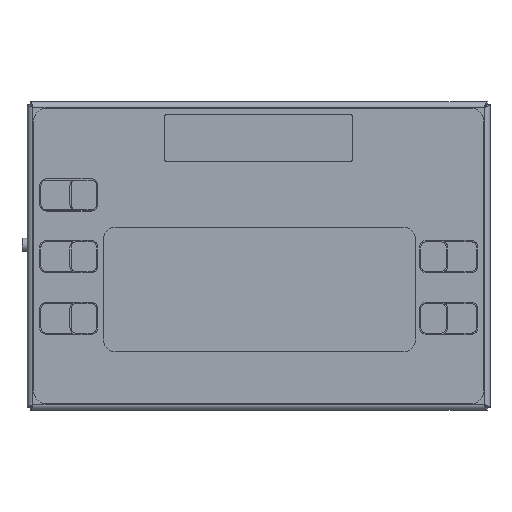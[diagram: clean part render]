
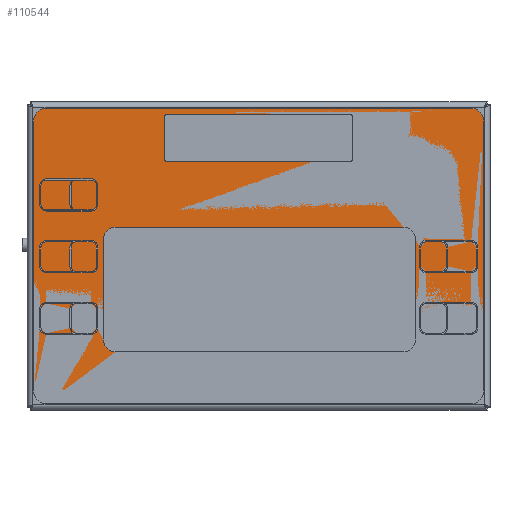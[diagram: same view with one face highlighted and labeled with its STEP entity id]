
A CAD part, top view. The second image highlights one B-rep face of the part: STEP entity #110544.
In plain terms, the highlighted planar face has unit normal (0, 0, 1).
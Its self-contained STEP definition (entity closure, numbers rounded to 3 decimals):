
#9763=FACE_OUTER_BOUND('',#15725,.T.);
#15725=EDGE_LOOP('',(#96288,#96289,#96290,#96291,#96292,#96293,#96294,#96295));
#18158=CIRCLE('',#119284,5.);
#18163=CIRCLE('',#119292,5.);
#18164=CIRCLE('',#119295,5.);
#18165=CIRCLE('',#119298,5.);
#29164=LINE('',#215293,#40238);
#29170=LINE('',#215313,#40244);
#29173=LINE('',#215321,#40247);
#29175=LINE('',#215327,#40249);
#40238=VECTOR('',#146980,10.);
#40244=VECTOR('',#147000,10.);
#40247=VECTOR('',#147009,10.);
#40249=VECTOR('',#147017,10.);
#50247=VERTEX_POINT('',#215280);
#50248=VERTEX_POINT('',#215281);
#50252=VERTEX_POINT('',#215291);
#50258=VERTEX_POINT('',#215307);
#50259=VERTEX_POINT('',#215311);
#50260=VERTEX_POINT('',#215315);
#50261=VERTEX_POINT('',#215319);
#50262=VERTEX_POINT('',#215323);
#65612=EDGE_CURVE('',#50247,#50248,#18158,.T.);
#65618=EDGE_CURVE('',#50247,#50252,#29164,.T.);
#65625=EDGE_CURVE('',#50258,#50252,#18163,.T.);
#65628=EDGE_CURVE('',#50258,#50259,#29170,.T.);
#65629=EDGE_CURVE('',#50260,#50259,#18164,.T.);
#65632=EDGE_CURVE('',#50260,#50261,#29173,.T.);
#65633=EDGE_CURVE('',#50262,#50261,#18165,.T.);
#65635=EDGE_CURVE('',#50262,#50248,#29175,.T.);
#96288=ORIENTED_EDGE('',*,*,#65612,.F.);
#96289=ORIENTED_EDGE('',*,*,#65618,.T.);
#96290=ORIENTED_EDGE('',*,*,#65625,.F.);
#96291=ORIENTED_EDGE('',*,*,#65628,.T.);
#96292=ORIENTED_EDGE('',*,*,#65629,.F.);
#96293=ORIENTED_EDGE('',*,*,#65632,.T.);
#96294=ORIENTED_EDGE('',*,*,#65633,.F.);
#96295=ORIENTED_EDGE('',*,*,#65635,.T.);
#100534=PLANE('',#119300);
#110544=ADVANCED_FACE('',(#9763),#100534,.T.);
#119284=AXIS2_PLACEMENT_3D('',#215282,#146970,#146971);
#119292=AXIS2_PLACEMENT_3D('',#215308,#146994,#146995);
#119295=AXIS2_PLACEMENT_3D('',#215316,#147003,#147004);
#119298=AXIS2_PLACEMENT_3D('',#215324,#147012,#147013);
#119300=AXIS2_PLACEMENT_3D('',#215328,#147018,#147019);
#146970=DIRECTION('center_axis',(0.,0.,-1.));
#146971=DIRECTION('ref_axis',(-0.707,0.707,0.));
#146980=DIRECTION('',(0.,-1.,0.));
#146994=DIRECTION('center_axis',(0.,0.,-1.));
#146995=DIRECTION('ref_axis',(-0.707,-0.707,0.));
#147000=DIRECTION('',(1.,0.,0.));
#147003=DIRECTION('center_axis',(0.,0.,-1.));
#147004=DIRECTION('ref_axis',(0.707,-0.707,0.));
#147009=DIRECTION('',(0.,1.,0.));
#147012=DIRECTION('center_axis',(0.,0.,-1.));
#147013=DIRECTION('ref_axis',(0.707,0.707,0.));
#147017=DIRECTION('',(-1.,0.,0.));
#147018=DIRECTION('center_axis',(0.,0.,1.));
#147019=DIRECTION('ref_axis',(1.,0.,0.));
#215280=CARTESIAN_POINT('',(-87.5,52.5,0.5));
#215281=CARTESIAN_POINT('',(-82.5,57.5,0.5));
#215282=CARTESIAN_POINT('Origin',(-82.5,52.5,0.5));
#215291=CARTESIAN_POINT('',(-87.5,-52.5,0.5));
#215293=CARTESIAN_POINT('',(-87.5,57.5,0.5));
#215307=CARTESIAN_POINT('',(-82.5,-57.5,0.5));
#215308=CARTESIAN_POINT('Origin',(-82.5,-52.5,0.5));
#215311=CARTESIAN_POINT('',(82.5,-57.5,0.5));
#215313=CARTESIAN_POINT('',(-87.5,-57.5,0.5));
#215315=CARTESIAN_POINT('',(87.5,-52.5,0.5));
#215316=CARTESIAN_POINT('Origin',(82.5,-52.5,0.5));
#215319=CARTESIAN_POINT('',(87.5,52.5,0.5));
#215321=CARTESIAN_POINT('',(87.5,-57.5,0.5));
#215323=CARTESIAN_POINT('',(82.5,57.5,0.5));
#215324=CARTESIAN_POINT('Origin',(82.5,52.5,0.5));
#215327=CARTESIAN_POINT('',(87.5,57.5,0.5));
#215328=CARTESIAN_POINT('Origin',(0.,0.,0.5));
